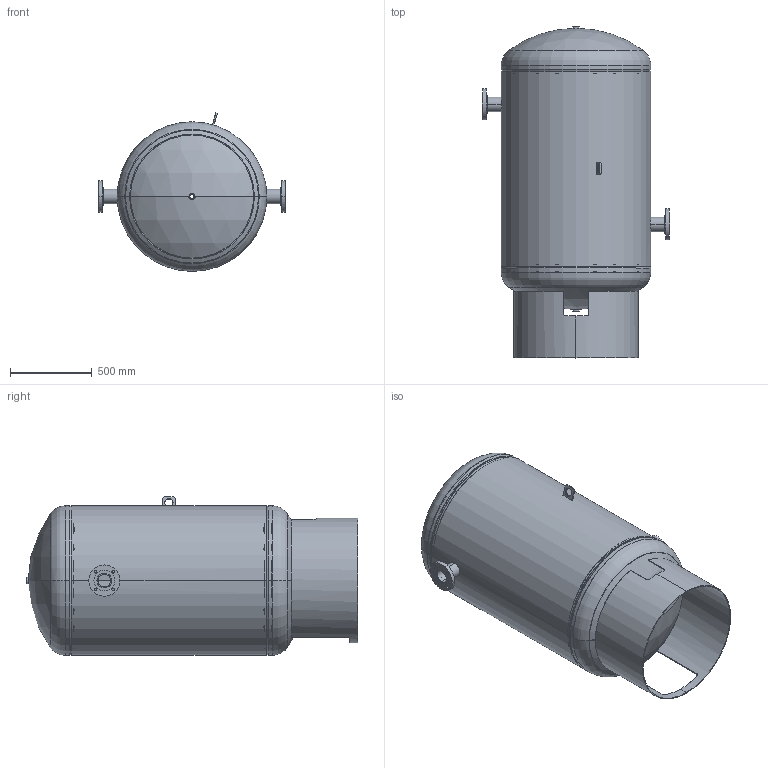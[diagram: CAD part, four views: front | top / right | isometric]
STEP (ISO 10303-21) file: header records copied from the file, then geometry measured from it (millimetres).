
FILE_DESCRIPTION (( 'STEP AP203' ), '1' );
FILE_NAME ('HWBT300-3.STEP', '2023-12-28T20:15:48', ( '' ), ( '' ), 'SwSTEP 2.0', 'SolidWorks 2023', '' );
FILE_SCHEMA (( 'CONFIG_CONTROL_DESIGN' ));
Length unit declared in the file: inch
Products named in the file (10): 498-0050; 499X78; 117X89; 184-042; 9317-210; 186-003; 517-102; HWBT300-3
Assembly tree (12 placements, depth 3):
  HWBT300-3
    186-003
    117X89
    498-0050
      498-0050
      184-042
    117X89
    9317-210  x2
    517-102  x2
    499X78  x2
Bounding box: 1143 x 2028.01 x 970.17 mm (x, y, z)
Volume: 35640358.5 mm3; surface area: 13015506.4 mm2
Topology: 12 solids, 12 shells, 189 faces, 444 edges, 276 vertices
Faces by surface type: cylinder 84, plane 45, cone 28, torus 24, sphere 8
Entity records: 6158 total; most frequent: CARTESIAN_POINT 1450, DIRECTION 830, ORIENTED_EDGE 696, EDGE_CURVE 348, AXIS2_PLACEMENT_3D 344, VERTEX_POINT 214, CIRCLE 182, EDGE_LOOP 166
